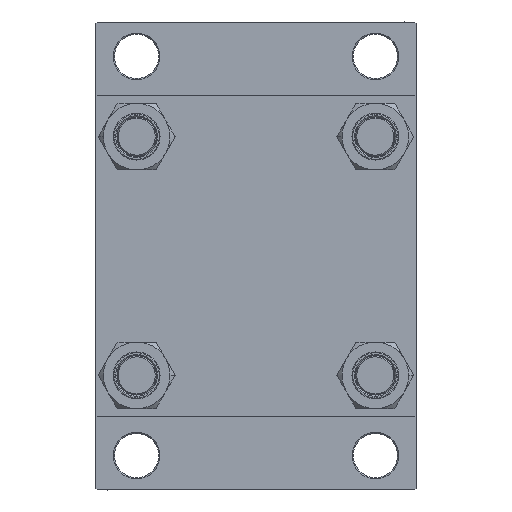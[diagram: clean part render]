
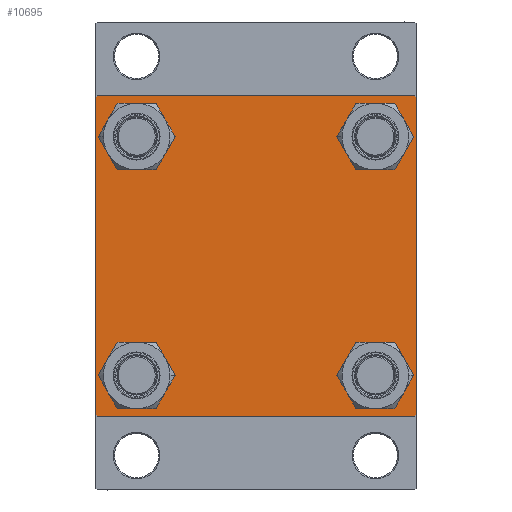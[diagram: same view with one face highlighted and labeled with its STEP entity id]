
A CAD part, left-side view. The second image highlights one B-rep face of the part: STEP entity #10695.
In plain terms, the highlighted planar face has unit normal (-1, 0, 0).
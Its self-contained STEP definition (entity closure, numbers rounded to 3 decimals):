
#145 = DIRECTION ( 'NONE',  ( 1., 0., 0. ) ) ;
#267 = VERTEX_POINT ( 'NONE', #5444 ) ;
#321 = CARTESIAN_POINT ( 'NONE',  ( 0., -48.45, 39.95 ) ) ;
#1159 = VECTOR ( 'NONE', #11768, 1000. ) ;
#1317 = ORIENTED_EDGE ( 'NONE', *, *, #1612, .T. ) ;
#1612 = EDGE_CURVE ( 'NONE', #23284, #35147, #13352, .T. ) ;
#1760 = AXIS2_PLACEMENT_3D ( 'NONE', #36085, #10154, #2593 ) ;
#1914 = ORIENTED_EDGE ( 'NONE', *, *, #15461, .T. ) ;
#2436 = LINE ( 'NONE', #9277, #4317 ) ;
#2593 = DIRECTION ( 'NONE',  ( 0., 0., 1. ) ) ;
#2644 = VERTEX_POINT ( 'NONE', #10608 ) ;
#2698 = LINE ( 'NONE', #17615, #32365 ) ;
#2993 = ORIENTED_EDGE ( 'NONE', *, *, #42116, .T. ) ;
#3030 = VERTEX_POINT ( 'NONE', #15669 ) ;
#4317 = VECTOR ( 'NONE', #6100, 1000. ) ;
#4356 = DIRECTION ( 'NONE',  ( 0., 0., 1. ) ) ;
#5025 = DIRECTION ( 'NONE',  ( 1., 0., 0. ) ) ;
#5354 = DIRECTION ( 'NONE',  ( 0., 0., 1. ) ) ;
#5444 = CARTESIAN_POINT ( 'NONE',  ( 0., -48.45, -56.95 ) ) ;
#5611 = EDGE_CURVE ( 'NONE', #2644, #48123, #42190, .T. ) ;
#5898 = VECTOR ( 'NONE', #9390, 1000. ) ;
#6100 = DIRECTION ( 'NONE',  ( 0., 0.707, -0.707 ) ) ;
#6624 = CARTESIAN_POINT ( 'NONE',  ( 0., -64.5, -65. ) ) ;
#6736 = DIRECTION ( 'NONE',  ( 1., 0., 0. ) ) ;
#6876 = DIRECTION ( 'NONE',  ( 0., -0.707, 0.707 ) ) ;
#7587 = CIRCLE ( 'NONE', #34185, 8.5 ) ;
#8310 = CARTESIAN_POINT ( 'NONE',  ( 0., -65., -64.5 ) ) ;
#8780 = AXIS2_PLACEMENT_3D ( 'NONE', #35125, #20702, #12885 ) ;
#9277 = CARTESIAN_POINT ( 'NONE',  ( 0., 64.75, 64.75 ) ) ;
#9390 = DIRECTION ( 'NONE',  ( 0., 0., -1. ) ) ;
#9407 = VERTEX_POINT ( 'NONE', #19617 ) ;
#9827 = CARTESIAN_POINT ( 'NONE',  ( 0., -64.75, -64.75 ) ) ;
#9931 = EDGE_CURVE ( 'NONE', #267, #18255, #12683, .T. ) ;
#9964 = VERTEX_POINT ( 'NONE', #46242 ) ;
#10154 = DIRECTION ( 'NONE',  ( 1., 0., 0. ) ) ;
#10608 = CARTESIAN_POINT ( 'NONE',  ( 0., 48.45, -39.95 ) ) ;
#10614 = EDGE_LOOP ( 'NONE', ( #1317, #26124 ) ) ;
#10695 = ADVANCED_FACE ( 'NONE', ( #28522, #20221, #35612, #28762, #24356 ), #39266, .T. ) ;
#10770 = EDGE_CURVE ( 'NONE', #18191, #33424, #35365, .T. ) ;
#10830 = AXIS2_PLACEMENT_3D ( 'NONE', #12115, #38038, #42424 ) ;
#10978 = VECTOR ( 'NONE', #6876, 1000. ) ;
#11116 = CARTESIAN_POINT ( 'NONE',  ( 0., 48.45, 48.45 ) ) ;
#11439 = ORIENTED_EDGE ( 'NONE', *, *, #10770, .T. ) ;
#11768 = DIRECTION ( 'NONE',  ( 0., 0., -1. ) ) ;
#12115 = CARTESIAN_POINT ( 'NONE',  ( 0., 48.45, -48.45 ) ) ;
#12161 = ORIENTED_EDGE ( 'NONE', *, *, #27163, .F. ) ;
#12259 = LINE ( 'NONE', #27170, #1159 ) ;
#12683 = CIRCLE ( 'NONE', #1760, 8.5 ) ;
#12885 = DIRECTION ( 'NONE',  ( 0., 0., 1. ) ) ;
#13061 = CIRCLE ( 'NONE', #29456, 8.5 ) ;
#13193 = CIRCLE ( 'NONE', #10830, 8.5 ) ;
#13352 = CIRCLE ( 'NONE', #14119, 8.5 ) ;
#14119 = AXIS2_PLACEMENT_3D ( 'NONE', #44626, #145, #37298 ) ;
#14672 = CARTESIAN_POINT ( 'NONE',  ( 0., -64.75, 64.75 ) ) ;
#14980 = DIRECTION ( 'NONE',  ( 0., -0.707, -0.707 ) ) ;
#15461 = EDGE_CURVE ( 'NONE', #19329, #44878, #12259, .T. ) ;
#15669 = CARTESIAN_POINT ( 'NONE',  ( 0., -64.5, 65. ) ) ;
#16239 = EDGE_CURVE ( 'NONE', #44878, #23162, #37453, .T. ) ;
#17615 = CARTESIAN_POINT ( 'NONE',  ( 0., 65., 65. ) ) ;
#18191 = VERTEX_POINT ( 'NONE', #37866 ) ;
#18255 = VERTEX_POINT ( 'NONE', #42499 ) ;
#19213 = ORIENTED_EDGE ( 'NONE', *, *, #9931, .T. ) ;
#19329 = VERTEX_POINT ( 'NONE', #36619 ) ;
#19617 = CARTESIAN_POINT ( 'NONE',  ( 0., -65., 64.5 ) ) ;
#19890 = CARTESIAN_POINT ( 'NONE',  ( 0., 48.45, -56.95 ) ) ;
#20029 = DIRECTION ( 'NONE',  ( 1., 0., 0. ) ) ;
#20221 = FACE_BOUND ( 'NONE', #34766, .T. ) ;
#20259 = CARTESIAN_POINT ( 'NONE',  ( 0., 64.5, -65. ) ) ;
#20702 = DIRECTION ( 'NONE',  ( -1., 0., 0. ) ) ;
#21128 = AXIS2_PLACEMENT_3D ( 'NONE', #45857, #5025, #41929 ) ;
#21695 = ORIENTED_EDGE ( 'NONE', *, *, #37722, .T. ) ;
#21933 = VERTEX_POINT ( 'NONE', #8310 ) ;
#21988 = ORIENTED_EDGE ( 'NONE', *, *, #16239, .T. ) ;
#22170 = DIRECTION ( 'NONE',  ( 0., 0., 1. ) ) ;
#23162 = VERTEX_POINT ( 'NONE', #20259 ) ;
#23284 = VERTEX_POINT ( 'NONE', #36605 ) ;
#23796 = AXIS2_PLACEMENT_3D ( 'NONE', #38345, #20029, #5354 ) ;
#24356 = FACE_OUTER_BOUND ( 'NONE', #38615, .T. ) ;
#24366 = ORIENTED_EDGE ( 'NONE', *, *, #29934, .F. ) ;
#24557 = ORIENTED_EDGE ( 'NONE', *, *, #41523, .T. ) ;
#26038 = ORIENTED_EDGE ( 'NONE', *, *, #30339, .T. ) ;
#26124 = ORIENTED_EDGE ( 'NONE', *, *, #28295, .T. ) ;
#26162 = VECTOR ( 'NONE', #14980, 1000. ) ;
#26465 = VECTOR ( 'NONE', #34740, 1000. ) ;
#27163 = EDGE_CURVE ( 'NONE', #9964, #3030, #2698, .T. ) ;
#27170 = CARTESIAN_POINT ( 'NONE',  ( 0., 65., 65. ) ) ;
#27982 = LINE ( 'NONE', #35075, #5898 ) ;
#28295 = EDGE_CURVE ( 'NONE', #35147, #23284, #33187, .T. ) ;
#28522 = FACE_BOUND ( 'NONE', #10614, .T. ) ;
#28762 = FACE_BOUND ( 'NONE', #34082, .T. ) ;
#28811 = DIRECTION ( 'NONE',  ( 1., 0., 0. ) ) ;
#29456 = AXIS2_PLACEMENT_3D ( 'NONE', #45419, #37850, #4356 ) ;
#29934 = EDGE_CURVE ( 'NONE', #9407, #21933, #27982, .T. ) ;
#30339 = EDGE_CURVE ( 'NONE', #9964, #19329, #2436, .T. ) ;
#32365 = VECTOR ( 'NONE', #32532, 1000. ) ;
#32532 = DIRECTION ( 'NONE',  ( 0., -1., 0. ) ) ;
#33093 = CARTESIAN_POINT ( 'NONE',  ( 0., 65., -64.5 ) ) ;
#33187 = CIRCLE ( 'NONE', #23796, 8.5 ) ;
#33424 = VERTEX_POINT ( 'NONE', #38903 ) ;
#34082 = EDGE_LOOP ( 'NONE', ( #46529, #11439 ) ) ;
#34185 = AXIS2_PLACEMENT_3D ( 'NONE', #44182, #28811, #22170 ) ;
#34740 = DIRECTION ( 'NONE',  ( 0., -1., 0. ) ) ;
#34766 = EDGE_LOOP ( 'NONE', ( #21695, #19213 ) ) ;
#35075 = CARTESIAN_POINT ( 'NONE',  ( 0., -65., 65. ) ) ;
#35125 = CARTESIAN_POINT ( 'NONE',  ( 0., 0., 0. ) ) ;
#35147 = VERTEX_POINT ( 'NONE', #321 ) ;
#35365 = CIRCLE ( 'NONE', #43167, 8.5 ) ;
#35612 = FACE_BOUND ( 'NONE', #47536, .T. ) ;
#36085 = CARTESIAN_POINT ( 'NONE',  ( 0., -48.45, -48.45 ) ) ;
#36471 = LINE ( 'NONE', #9827, #10978 ) ;
#36605 = CARTESIAN_POINT ( 'NONE',  ( 0., -48.45, 56.95 ) ) ;
#36619 = CARTESIAN_POINT ( 'NONE',  ( 0., 65., 64.5 ) ) ;
#36629 = VECTOR ( 'NONE', #41038, 1000. ) ;
#36905 = LINE ( 'NONE', #14672, #36629 ) ;
#37298 = DIRECTION ( 'NONE',  ( 0., 0., 1. ) ) ;
#37453 = LINE ( 'NONE', #47741, #26162 ) ;
#37722 = EDGE_CURVE ( 'NONE', #18255, #267, #13061, .T. ) ;
#37850 = DIRECTION ( 'NONE',  ( 1., 0., 0. ) ) ;
#37866 = CARTESIAN_POINT ( 'NONE',  ( 0., 48.45, 39.95 ) ) ;
#38038 = DIRECTION ( 'NONE',  ( 1., 0., 0. ) ) ;
#38345 = CARTESIAN_POINT ( 'NONE',  ( 0., -48.45, 48.45 ) ) ;
#38615 = EDGE_LOOP ( 'NONE', ( #1914, #21988, #2993, #45480, #24366, #38622, #12161, #26038 ) ) ;
#38622 = ORIENTED_EDGE ( 'NONE', *, *, #42369, .T. ) ;
#38851 = EDGE_CURVE ( 'NONE', #33424, #18191, #7587, .T. ) ;
#38903 = CARTESIAN_POINT ( 'NONE',  ( 0., 48.45, 56.95 ) ) ;
#39266 = PLANE ( 'NONE',  #8780 ) ;
#40929 = DIRECTION ( 'NONE',  ( 0., 0., 1. ) ) ;
#41038 = DIRECTION ( 'NONE',  ( 0., 0.707, 0.707 ) ) ;
#41523 = EDGE_CURVE ( 'NONE', #48123, #2644, #13193, .T. ) ;
#41569 = LINE ( 'NONE', #45242, #26465 ) ;
#41929 = DIRECTION ( 'NONE',  ( 0., 0., 1. ) ) ;
#42116 = EDGE_CURVE ( 'NONE', #23162, #44356, #41569, .T. ) ;
#42190 = CIRCLE ( 'NONE', #21128, 8.5 ) ;
#42369 = EDGE_CURVE ( 'NONE', #9407, #3030, #36905, .T. ) ;
#42424 = DIRECTION ( 'NONE',  ( 0., 0., 1. ) ) ;
#42499 = CARTESIAN_POINT ( 'NONE',  ( 0., -48.45, -39.95 ) ) ;
#43167 = AXIS2_PLACEMENT_3D ( 'NONE', #11116, #6736, #40929 ) ;
#44182 = CARTESIAN_POINT ( 'NONE',  ( 0., 48.45, 48.45 ) ) ;
#44356 = VERTEX_POINT ( 'NONE', #6624 ) ;
#44626 = CARTESIAN_POINT ( 'NONE',  ( 0., -48.45, 48.45 ) ) ;
#44878 = VERTEX_POINT ( 'NONE', #33093 ) ;
#45142 = EDGE_CURVE ( 'NONE', #44356, #21933, #36471, .T. ) ;
#45242 = CARTESIAN_POINT ( 'NONE',  ( 0., 65., -65. ) ) ;
#45419 = CARTESIAN_POINT ( 'NONE',  ( 0., -48.45, -48.45 ) ) ;
#45480 = ORIENTED_EDGE ( 'NONE', *, *, #45142, .T. ) ;
#45857 = CARTESIAN_POINT ( 'NONE',  ( 0., 48.45, -48.45 ) ) ;
#46168 = ORIENTED_EDGE ( 'NONE', *, *, #5611, .T. ) ;
#46242 = CARTESIAN_POINT ( 'NONE',  ( 0., 64.5, 65. ) ) ;
#46529 = ORIENTED_EDGE ( 'NONE', *, *, #38851, .T. ) ;
#47536 = EDGE_LOOP ( 'NONE', ( #46168, #24557 ) ) ;
#47741 = CARTESIAN_POINT ( 'NONE',  ( 0., 64.75, -64.75 ) ) ;
#48123 = VERTEX_POINT ( 'NONE', #19890 ) ;
